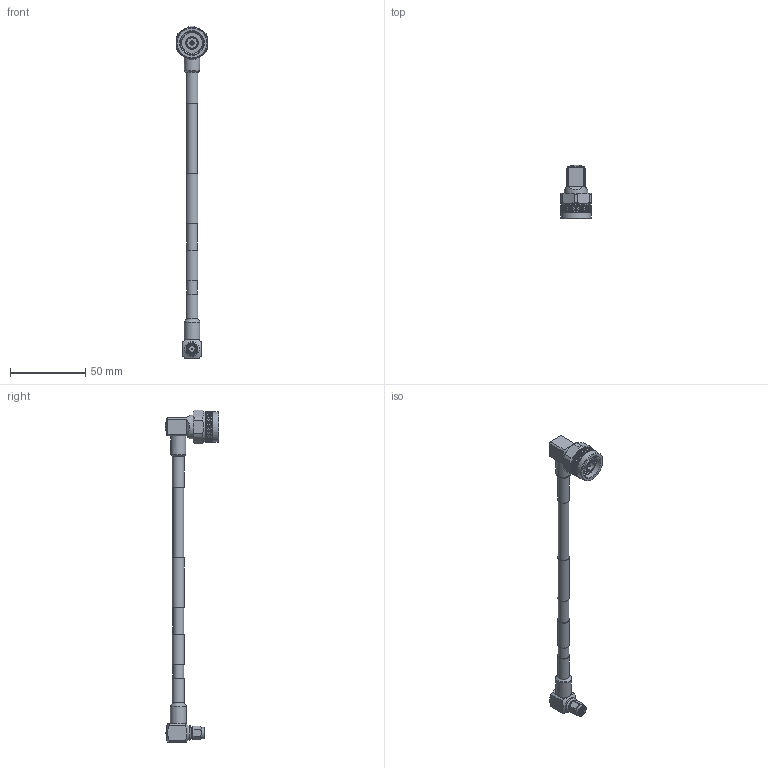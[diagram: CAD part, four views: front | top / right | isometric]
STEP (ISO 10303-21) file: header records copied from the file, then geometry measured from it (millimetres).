
FILE_DESCRIPTION (( 'STEP AP203' ), '1' );
FILE_NAME ('PE3C6211_3D.step', '2021-07-23T15:29:48', ( '' ), ( '' ), 'SwSTEP 2.0', 'SolidWorks 2021', '' );
FILE_SCHEMA (( 'CONFIG_CONTROL_DESIGN' ));
Length unit declared in the file: inch
Products named in the file (4): SPP-250-LLPL ^PE3C6211_SPP-250-LLPL; TC-SPP250-SM-RA-LP^PE3C6211_Heat Shrink; PE3C6211_3D; TC-SPP250-NM-RA-LP^PE3C6211_Heat Shrink
Assembly tree (3 placements, depth 2):
  PE3C6211_3D
    SPP-250-LLPL ^PE3C6211_SPP-250-LLPL
    TC-SPP250-SM-RA-LP^PE3C6211_Heat Shrink
    TC-SPP250-NM-RA-LP^PE3C6211_Heat Shrink
Bounding box: 20.92 x 35.59 x 220.94 mm (x, y, z)
Volume: 19375.7 mm3; surface area: 11420.8 mm2
Topology: 7 solids, 9 shells, 2079 faces, 4608 edges, 2565 vertices
Faces by surface type: bspline 1456, cylinder 487, plane 89, cone 37, torus 6, sphere 4
Full cylindrical faces by diameter (mm): 0.94 x1, 1.194 x1, 1.27 x1, 1.524 x1, 2.794 x1, 4.445 x1, 5.334 x1, 5.911 x1, 6.055 x2, 6.291 x1, 6.35 x6, 6.552 x1, 6.985 x1, 7.112 x3, 7.546 x1, 7.762 x1, 7.874 x4, 7.904 x1, 8.255 x1, 8.38 x1, 8.953 x2, 9.068 x2, 9.116 x1, 9.829 x1, 10.134 x1, 10.477 x1, 15.573 x1, 15.875 x5, 20.481 x1, 20.535 x1
Entity records: 74293 total; most frequent: CARTESIAN_POINT 45272, ORIENTED_EDGE 8982, EDGE_CURVE 4491, VERTEX_POINT 2528, DIRECTION 2167, EDGE_LOOP 2159, FACE_OUTER_BOUND 2115, ADVANCED_FACE 2067
